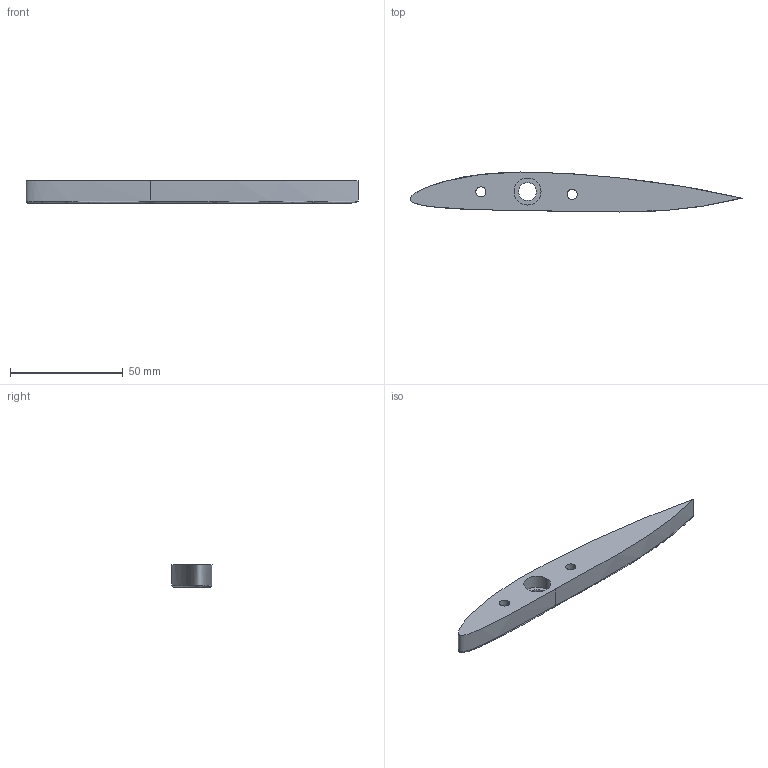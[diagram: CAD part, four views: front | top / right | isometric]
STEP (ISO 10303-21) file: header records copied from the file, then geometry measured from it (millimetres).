
FILE_DESCRIPTION (( 'STEP AP214' ), '1' );
FILE_NAME ('Extremité foil V4Symétrie.STEP', '2021-09-25T07:44:07', ( '' ), ( '' ), 'SwSTEP 2.0', 'SolidWorks 2009', '' );
FILE_SCHEMA (( 'AUTOMOTIVE_DESIGN' ));
Length unit declared in the file: millimetre
Products named in the file (1): Extremité foil V4Symétrie
Bounding box: 147.53 x 17.78 x 10 mm (x, y, z)
Volume: 17033.5 mm3; surface area: 7053 mm2
Topology: 1 solids, 1 shells, 21 faces, 47 edges, 29 vertices
Faces by surface type: cylinder 8, bspline 6, cone 4, plane 3
Entity records: 1922 total; most frequent: CARTESIAN_POINT 1439, ORIENTED_EDGE 94, DIRECTION 91, EDGE_CURVE 47, AXIS2_PLACEMENT_3D 38, VERTEX_POINT 29, EDGE_LOOP 28, CIRCLE 22
